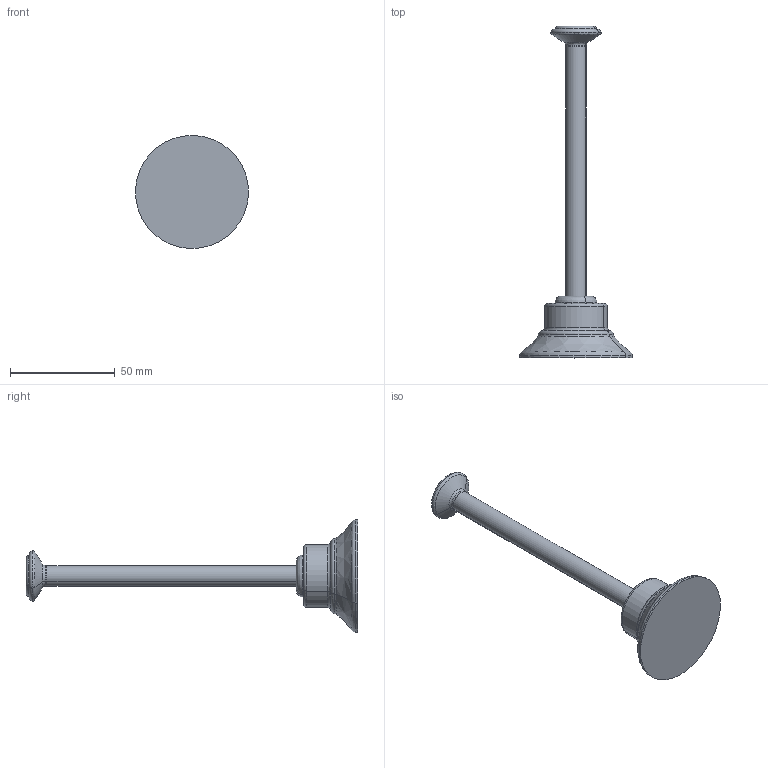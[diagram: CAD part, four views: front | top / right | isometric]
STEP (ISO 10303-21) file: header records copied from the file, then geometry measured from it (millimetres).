
FILE_DESCRIPTION(('CAx-IF Rec.Pracs.---Model Styling and Organization---1.2---2011-12-15','CAx-IF Rec.Pracs.---Geometric and Assembly Validation Properties---4.1---2014-06-16','CAx-IF Rec.Pracs.---PMI Polyline Presentation---2.0---2013-05-24'),'2;1');
FILE_NAME('1000128269_PPR_000.stp','2018-07-17T12:56:48+02:00',(''),(''),'STEP Interface 4.1 by CT CoreTechnologie','3D_Evolution4.1 by CT CoreTechnologie','');
FILE_SCHEMA(('AP203_CONFIGURATION_CONTROLLED_3D_DESIGN_OF_MECHANICAL_PARTS_AND_ASSEMBLIES_MIM_LF'));
Length unit declared in the file: millimetre
Products named in the file (5): P_2 AX Montreux Reservepapierhalter 1000128269_PPR_000_A0; P_2 Rosette Papierrollenhalter Tradition 1000006601_PPA_000_A0; P_2 Abdeckung Traditional 1000105492_PPA_000_A0; P_2 Kappe Papierrollenhalter Traditional 1000105493_PPA_000_A0; P_2 Aufnahme Reservepap.Traditional 1000128266_PPA_000_A0
Assembly tree (4 placements, depth 2):
  P_2 AX Montreux Reservepapierhalter 1000128269_PPR_000_A0
    P_2 Rosette Papierrollenhalter Tradition 1000006601_PPA_000_A0
    P_2 Abdeckung Traditional 1000105492_PPA_000_A0
    P_2 Kappe Papierrollenhalter Traditional 1000105493_PPA_000_A0
    P_2 Aufnahme Reservepap.Traditional 1000128266_PPA_000_A0
Bounding box: 53.98 x 158.5 x 53.98 mm (x, y, z)
Volume: 42402.9 mm3; surface area: 12564.3 mm2
Topology: 4 solids, 4 shells, 51 faces, 97 edges, 54 vertices
Faces by surface type: bspline 31, plane 10, cylinder 10
Entity records: 3297 total; most frequent: CARTESIAN_POINT 1279, DIRECTION 212, ORIENTED_EDGE 188, AXIS2_PLACEMENT_3D 99, EDGE_CURVE 94, REPRESENTATION 75, PROPERTY_DEFINITION 75, PROPERTY_DEFINITION_REPRESENTATION 75
